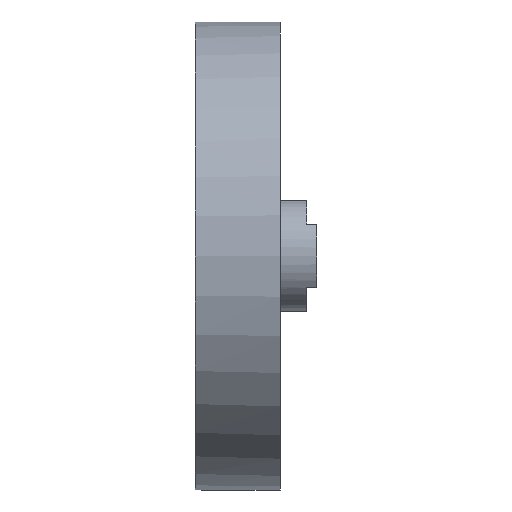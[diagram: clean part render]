
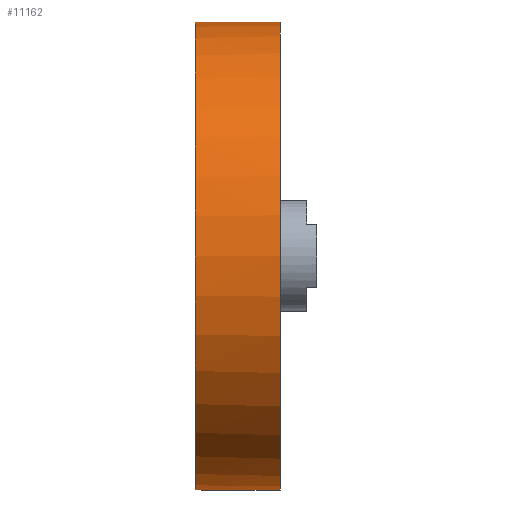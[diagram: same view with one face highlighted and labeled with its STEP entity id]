
A CAD part, left-side view. The second image highlights one B-rep face of the part: STEP entity #11162.
In plain terms, the highlighted cylindrical face has radius 34.95 mm (diameter 69.9 mm), a partial arc.
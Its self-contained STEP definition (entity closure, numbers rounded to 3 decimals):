
#368 = EDGE_CURVE ( 'NONE', #7870, #7089, #3308, .T. ) ;
#391 = ORIENTED_EDGE ( 'NONE', *, *, #3421, .F. ) ;
#484 = EDGE_CURVE ( 'NONE', #5994, #1452, #2967, .T. ) ;
#693 = CARTESIAN_POINT ( 'NONE',  ( -0.13, -1., -34.95 ) ) ;
#947 = CARTESIAN_POINT ( 'NONE',  ( -0.874, -0.504, 34.939 ) ) ;
#1002 = VERTEX_POINT ( 'NONE', #5699 ) ;
#1033 = B_SPLINE_CURVE_WITH_KNOTS ( 'NONE', 3,
 ( #7477, #5446, #1904, #947, #10851, #8184, #2804, #3698, #4594, #11070 ),
 .UNSPECIFIED., .F., .F.,
 ( 4, 2, 2, 2, 4 ),
 ( 0., 0., 0.001, 0.001, 0.002 ),
 .UNSPECIFIED. ) ;
#1042 = CARTESIAN_POINT ( 'NONE',  ( 0., -12.7, 0. ) ) ;
#1452 = VERTEX_POINT ( 'NONE', #6973 ) ;
#1766 = ORIENTED_EDGE ( 'NONE', *, *, #368, .T. ) ;
#1904 = CARTESIAN_POINT ( 'NONE',  ( -0.974, -0.262, 34.936 ) ) ;
#2450 = CARTESIAN_POINT ( 'NONE',  ( -0.615, -0.8, -34.945 ) ) ;
#2678 = FACE_OUTER_BOUND ( 'NONE', #10644, .T. ) ;
#2804 = CARTESIAN_POINT ( 'NONE',  ( -0.503, -0.874, 34.947 ) ) ;
#2967 = B_SPLINE_CURVE_WITH_KNOTS ( 'NONE', 3,
 ( #6947, #10534, #6057, #6133, #3325, #2450, #8009, #10774, #693, #8949 ),
 .UNSPECIFIED., .F., .F.,
 ( 4, 2, 2, 2, 4 ),
 ( 0., 0., 0.001, 0.001, 0.002 ),
 .UNSPECIFIED. ) ;
#3109 = CARTESIAN_POINT ( 'NONE',  ( 0., 0., 0. ) ) ;
#3272 = DIRECTION ( 'NONE',  ( 0., 1., 0. ) ) ;
#3308 = CIRCLE ( 'NONE', #5229, 34.95 ) ;
#3325 = CARTESIAN_POINT ( 'NONE',  ( -0.799, -0.615, -34.941 ) ) ;
#3421 = EDGE_CURVE ( 'NONE', #1002, #7369, #1033, .T. ) ;
#3559 = CARTESIAN_POINT ( 'NONE',  ( 0., -12.7, -34.95 ) ) ;
#3649 = ORIENTED_EDGE ( 'NONE', *, *, #484, .T. ) ;
#3698 = CARTESIAN_POINT ( 'NONE',  ( -0.262, -0.974, 34.949 ) ) ;
#4092 = CARTESIAN_POINT ( 'NONE',  ( 0., -12.7, 34.95 ) ) ;
#4112 = DIRECTION ( 'NONE',  ( 0., 1., 0. ) ) ;
#4336 = DIRECTION ( 'NONE',  ( 0., 1., 0. ) ) ;
#4582 = DIRECTION ( 'NONE',  ( 0., 0., 1. ) ) ;
#4594 = CARTESIAN_POINT ( 'NONE',  ( -0.13, -1., 34.95 ) ) ;
#5229 = AXIS2_PLACEMENT_3D ( 'NONE', #10427, #3272, #7888 ) ;
#5446 = CARTESIAN_POINT ( 'NONE',  ( -1., -0.132, 34.936 ) ) ;
#5699 = CARTESIAN_POINT ( 'NONE',  ( -1., 0., 34.936 ) ) ;
#5994 = VERTEX_POINT ( 'NONE', #7450 ) ;
#6057 = CARTESIAN_POINT ( 'NONE',  ( -0.974, -0.262, -34.936 ) ) ;
#6133 = CARTESIAN_POINT ( 'NONE',  ( -0.874, -0.504, -34.939 ) ) ;
#6145 = CARTESIAN_POINT ( 'NONE',  ( 0., -12.7, 34.95 ) ) ;
#6671 = ORIENTED_EDGE ( 'NONE', *, *, #8217, .F. ) ;
#6829 = AXIS2_PLACEMENT_3D ( 'NONE', #1042, #7349, #4582 ) ;
#6947 = CARTESIAN_POINT ( 'NONE',  ( -1., 0., -34.936 ) ) ;
#6973 = CARTESIAN_POINT ( 'NONE',  ( 0., -1., -34.95 ) ) ;
#7089 = VERTEX_POINT ( 'NONE', #4092 ) ;
#7193 = AXIS2_PLACEMENT_3D ( 'NONE', #3109, #4112, #10601 ) ;
#7349 = DIRECTION ( 'NONE',  ( 0., 1., 0. ) ) ;
#7356 = CARTESIAN_POINT ( 'NONE',  ( 0., -12.7, -34.95 ) ) ;
#7369 = VERTEX_POINT ( 'NONE', #9377 ) ;
#7450 = CARTESIAN_POINT ( 'NONE',  ( -1., 0., -34.936 ) ) ;
#7477 = CARTESIAN_POINT ( 'NONE',  ( -1., 0., 34.936 ) ) ;
#7688 = EDGE_CURVE ( 'NONE', #7089, #7369, #8833, .T. ) ;
#7870 = VERTEX_POINT ( 'NONE', #7356 ) ;
#7888 = DIRECTION ( 'NONE',  ( 0., 0., 1. ) ) ;
#8009 = CARTESIAN_POINT ( 'NONE',  ( -0.503, -0.874, -34.947 ) ) ;
#8184 = CARTESIAN_POINT ( 'NONE',  ( -0.615, -0.8, 34.945 ) ) ;
#8217 = EDGE_CURVE ( 'NONE', #7870, #1452, #10693, .T. ) ;
#8302 = CIRCLE ( 'NONE', #7193, 34.95 ) ;
#8385 = EDGE_CURVE ( 'NONE', #5994, #1002, #8302, .T. ) ;
#8652 = DIRECTION ( 'NONE',  ( 0., 1., 0. ) ) ;
#8833 = LINE ( 'NONE', #6145, #9798 ) ;
#8949 = CARTESIAN_POINT ( 'NONE',  ( 0., -1., -34.95 ) ) ;
#9361 = ORIENTED_EDGE ( 'NONE', *, *, #8385, .F. ) ;
#9377 = CARTESIAN_POINT ( 'NONE',  ( 0., -1., 34.95 ) ) ;
#9798 = VECTOR ( 'NONE', #8652, 1000. ) ;
#10002 = VECTOR ( 'NONE', #4336, 1000. ) ;
#10427 = CARTESIAN_POINT ( 'NONE',  ( 0., -12.7, 0. ) ) ;
#10534 = CARTESIAN_POINT ( 'NONE',  ( -1., -0.132, -34.936 ) ) ;
#10601 = DIRECTION ( 'NONE',  ( 0., 0., 1. ) ) ;
#10644 = EDGE_LOOP ( 'NONE', ( #6671, #1766, #10748, #391, #9361, #3649 ) ) ;
#10693 = LINE ( 'NONE', #3559, #10002 ) ;
#10748 = ORIENTED_EDGE ( 'NONE', *, *, #7688, .T. ) ;
#10774 = CARTESIAN_POINT ( 'NONE',  ( -0.262, -0.974, -34.949 ) ) ;
#10851 = CARTESIAN_POINT ( 'NONE',  ( -0.799, -0.615, 34.941 ) ) ;
#11070 = CARTESIAN_POINT ( 'NONE',  ( 0., -1., 34.95 ) ) ;
#11162 = ADVANCED_FACE ( 'NONE', ( #2678 ), #11715, .T. ) ;
#11715 = CYLINDRICAL_SURFACE ( 'NONE', #6829, 34.95 ) ;
